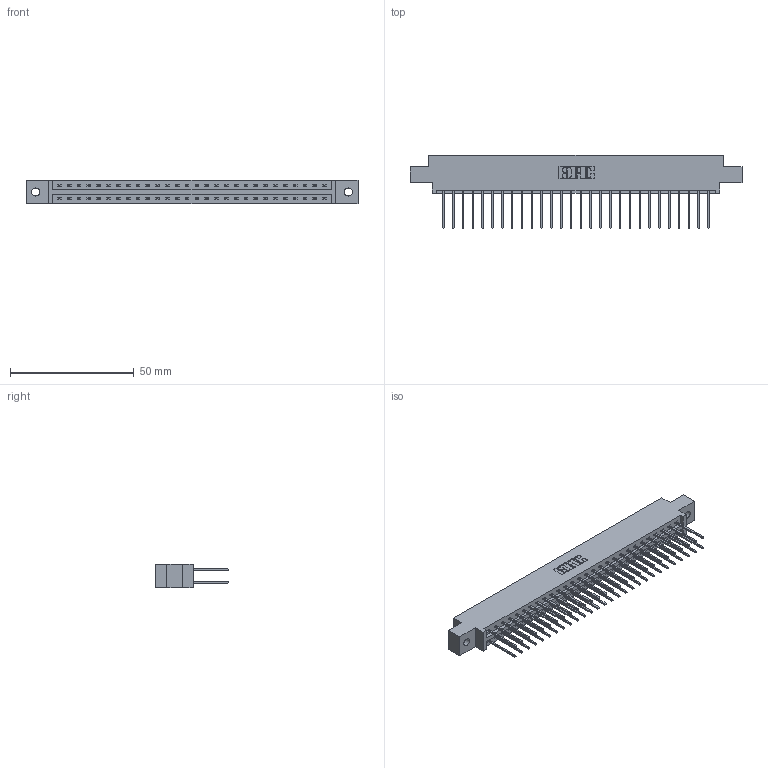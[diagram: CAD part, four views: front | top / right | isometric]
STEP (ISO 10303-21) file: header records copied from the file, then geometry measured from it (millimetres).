
FILE_DESCRIPTION (( 'STEP AP203' ), '1' );
FILE_NAME ('337-056-540-802.STEP', '2019-10-11T19:47:05', ( '' ), ( '' ), 'SwSTEP 2.0', 'SolidWorks 2016', '' );
FILE_SCHEMA (( 'CONFIG_CONTROL_DESIGN' ));
Length unit declared in the file: inch
Products named in the file (3): 337 Part_0.170 Offset - 0.128 Dia; 345-292-001_345-293-140; 337-056-540-802
Assembly tree (57 placements, depth 2):
  337-056-540-802
    337 Part_0.170 Offset - 0.128 Dia
    345-292-001_345-293-140  x56
Bounding box: 133.96 x 29.47 x 9.4 mm (x, y, z)
Volume: 13989.5 mm3; surface area: 16563.7 mm2
Topology: 57 solids, 57 shells, 3142 faces, 9339 edges, 6150 vertices
Faces by surface type: plane 2202, cylinder 940
Entity records: 23673 total; most frequent: CARTESIAN_POINT 4002, ORIENTED_EDGE 3938, DIRECTION 3429, EDGE_CURVE 1969, LINE 1841, VECTOR 1841, VERTEX_POINT 1310, AXIS2_PLACEMENT_3D 794
